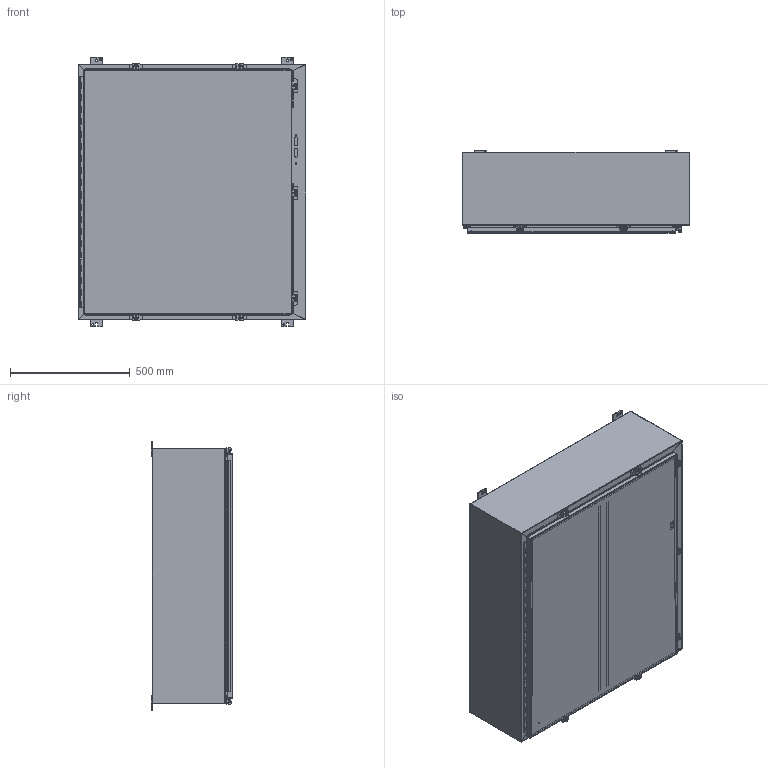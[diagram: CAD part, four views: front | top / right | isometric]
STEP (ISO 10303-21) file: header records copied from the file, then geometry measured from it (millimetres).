
FILE_DESCRIPTION (( 'STEP AP203' ), '1' );
FILE_NAME ('1447SN4J12_Default.step', '2019-11-12T14:59:45', ( '' ), ( '' ), 'SwSTEP 2.0', 'SolidWorks 2019', '' );
FILE_SCHEMA (( 'CONFIG_CONTROL_DESIGN' ));
Length unit declared in the file: inch
Products named in the file (1): 1447SN4J12_Default
Bounding box: 949.33 x 340.28 x 1123.95 mm (x, y, z)
Volume: 9422229.2 mm3; surface area: 9727810.2 mm2
Topology: 68 solids, 69 shells, 2230 faces, 5820 edges, 3792 vertices
Faces by surface type: plane 1294, cylinder 805, bspline 100, cone 31
Entity records: 71963 total; most frequent: CARTESIAN_POINT 16372, ORIENTED_EDGE 11632, DIRECTION 11466, EDGE_CURVE 5816, VECTOR 3970, LINE 3970, VERTEX_POINT 3792, AXIS2_PLACEMENT_3D 3748
